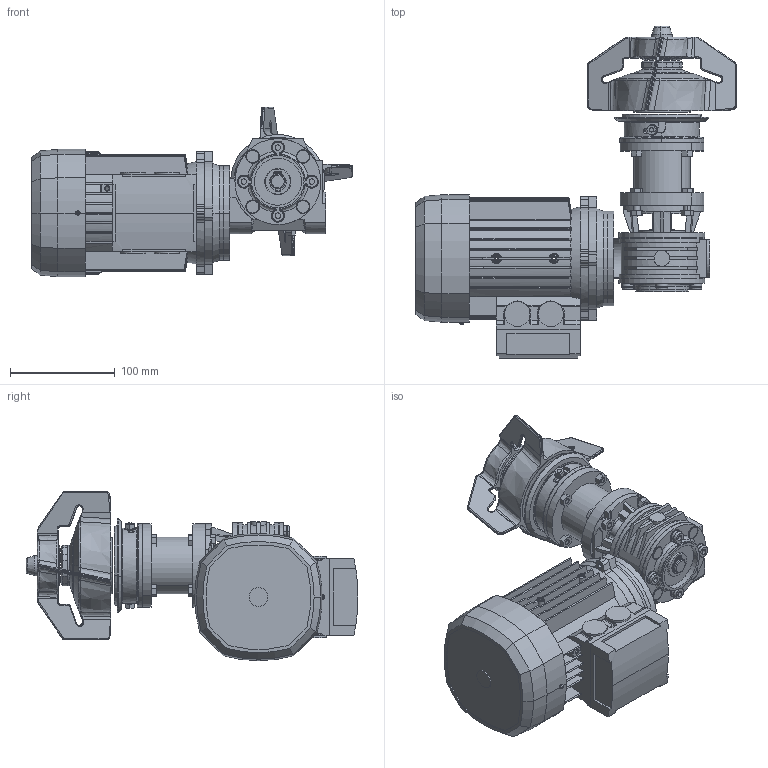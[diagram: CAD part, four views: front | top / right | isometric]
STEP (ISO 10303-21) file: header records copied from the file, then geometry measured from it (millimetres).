
FILE_DESCRIPTION (( 'STEP AP203' ), '1' );
FILE_NAME ('Complete Mixer GMP500 E1, standard (IEC).STEP', '2007-05-28T14:52:39', ( ' ' ), ( ' ' ), 'SwSTEP 2.0', 'SolidWorks 2005235', '' );
FILE_SCHEMA (( 'CONFIG_CONTROL_DESIGN' ));
Length unit declared in the file: millimetre
Products named in the file (1): Complete Mixer GMP500 E1, standard (IEC)
Bounding box: 306 x 316.95 x 161.8 mm (x, y, z)
Surface area: 375112.5 mm2 (no closed solid volume)
Topology: 0 solids, 61 shells, 1280 faces, 4073 edges, 2751 vertices
Faces by surface type: plane 481, cylinder 418, bspline 151, cone 139, torus 91
Entity records: 60706 total; most frequent: CARTESIAN_POINT 26674, ORIENTED_EDGE 6997, DIRECTION 6737, EDGE_CURVE 4070, VERTEX_POINT 2751, AXIS2_PLACEMENT_3D 2555, VECTOR 1627, LINE 1627
